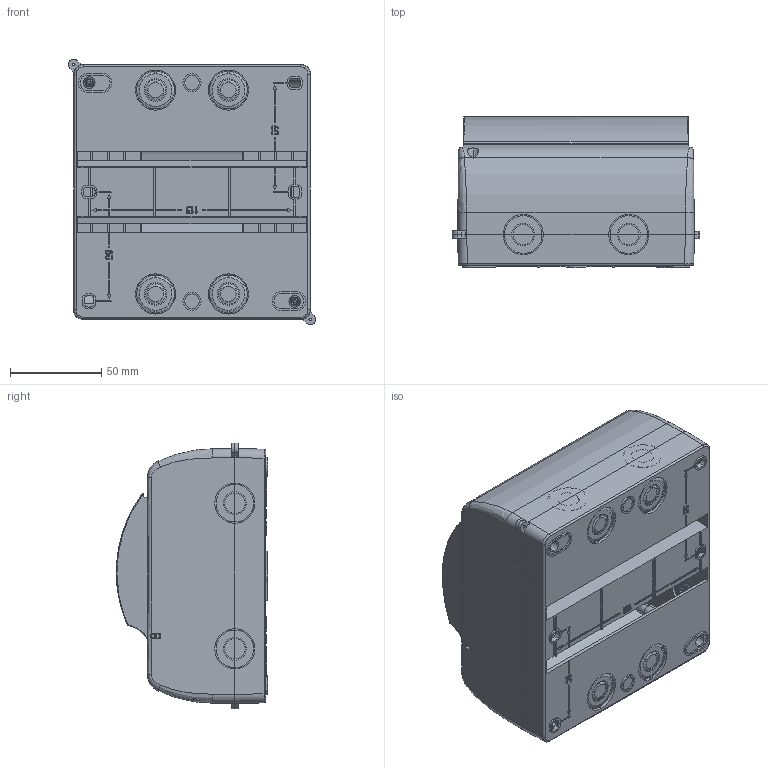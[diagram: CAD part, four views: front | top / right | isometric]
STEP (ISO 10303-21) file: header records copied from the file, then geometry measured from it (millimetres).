
FILE_DESCRIPTION (( 'STEP AP203' ), '1' );
FILE_NAME ('MKP42-N-06-30-09 Áîêñ ñ ïðîçð.êðûøêîé ÊÌÏí 2_6 äëÿ 6-õ àâò.âûêë.íàðóæí.óñò..STEP', '2017-07-28T14:20:44', ( '' ), ( '' ), 'SwSTEP 2.0', 'SolidWorks 2014', '' );
FILE_SCHEMA (( 'CONFIG_CONTROL_DESIGN' ));
Products named in the file (2): MKP42-N-06-30-09 Áîêñ ñ ïðîçð.êðûøêîé ÊÌÏí 2_6 äëÿ 6-õ àâò.âûêë.íàðóæí.óñò.
Bounding box: 135.98 x 83.08 x 145.99 mm (x, y, z)
Volume: 153957.7 mm3; surface area: 171657.3 mm2
Topology: 5 solids, 5 shells, 1693 faces, 4638 edges, 3055 vertices
Faces by surface type: plane 959, bspline 337, cylinder 205, cone 172, torus 16, sphere 4
Entity records: 64687 total; most frequent: CARTESIAN_POINT 24303, ORIENTED_EDGE 9268, DIRECTION 6990, EDGE_CURVE 4634, VERTEX_POINT 3055, VECTOR 2680, LINE 2680, AXIS2_PLACEMENT_3D 2155
